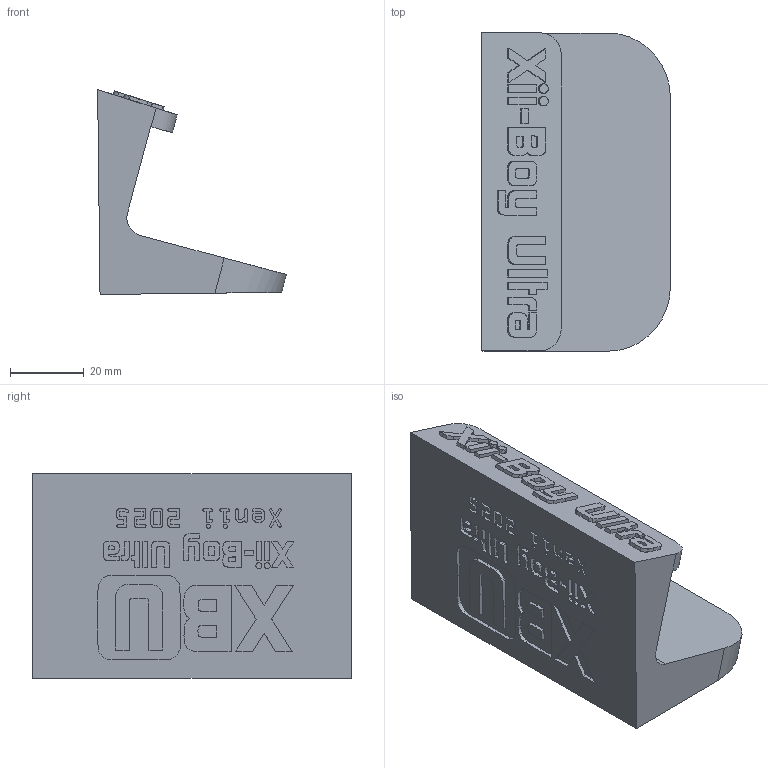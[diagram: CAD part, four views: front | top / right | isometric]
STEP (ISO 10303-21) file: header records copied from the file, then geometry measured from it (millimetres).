
FILE_DESCRIPTION(/* description */ (''),/* implementation_level */ '2;1');
FILE_NAME(/* name */ 'Xii-Boy Ultra Stand.step',/* time_stamp */ '2025-05-24T15:24:33+02:00',/* author */ (''),/* organization */ (''),/* preprocessor_version */ 'ST-DEVELOPER v20.1',/* originating_system */ 'Autodesk Translation Framework v14.4.0.0',/* authorisation */ '');
FILE_SCHEMA (('AUTOMOTIVE_DESIGN { 1 0 10303 214 3 1 1 }'));
Length unit declared in the file: millimetre
Products named in the file (1): Xii-Boy Ultra
Bounding box: 51.35 x 86.55 x 55.77 mm (x, y, z)
Volume: 88863.4 mm3; surface area: 21757.6 mm2
Topology: 1 solids, 1 shells, 785 faces, 2184 edges, 1456 vertices
Faces by surface type: bspline 410, plane 369, cylinder 6
Entity records: 27166 total; most frequent: CARTESIAN_POINT 10354, ORIENTED_EDGE 4368, EDGE_CURVE 2184, DIRECTION 2126, VERTEX_POINT 1456, LINE 1350, VECTOR 1350, EDGE_LOOP 840
